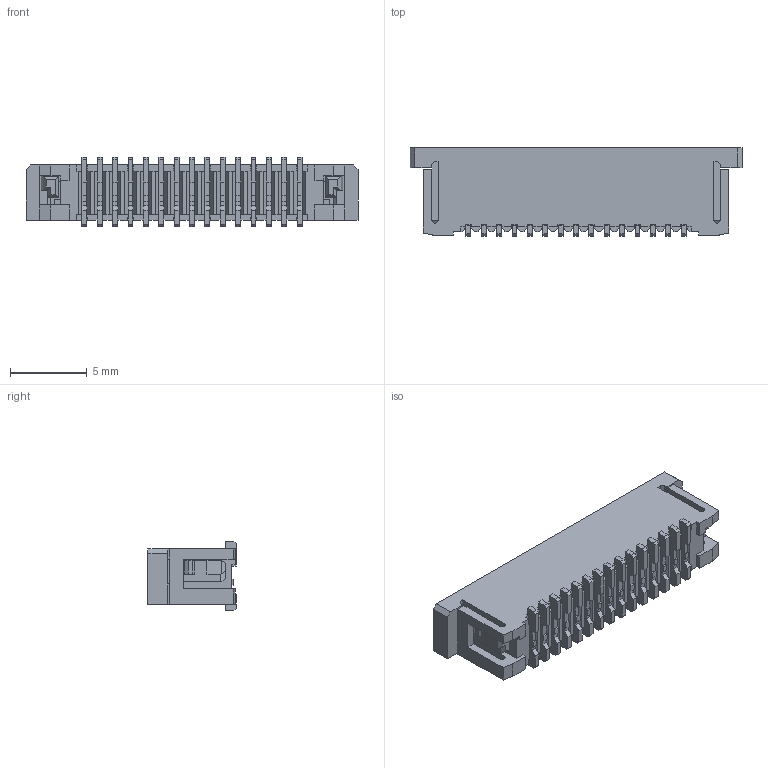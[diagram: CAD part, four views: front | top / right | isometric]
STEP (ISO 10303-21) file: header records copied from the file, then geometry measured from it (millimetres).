
FILE_DESCRIPTION((''),'2;1');
FILE_NAME('526101533','2014-03-12T',('me'),(''),'PRO/ENGINEER BY PARAMETRIC TECHNOLOGY CORPORATION, 2011490','PRO/ENGINEER BY PARAMETRIC TECHNOLOGY CORPORATION, 2011490','');
FILE_SCHEMA(('CONFIG_CONTROL_DESIGN'));
Length unit declared in the file: millimetre
Products named in the file (1): 526101533
Bounding box: 21.6 x 5.75 x 4.5 mm (x, y, z)
Volume: 336.2 mm3; surface area: 1136.6 mm2
Topology: 1 solids, 1 shells, 1276 faces, 4037 edges, 2706 vertices
Faces by surface type: plane 1196, cylinder 80
Entity records: 43800 total; most frequent: CARTESIAN_POINT 7912, ORIENTED_EDGE 7834, DIRECTION 6747, EDGE_CURVE 3917, VECTOR 3877, LINE 3877, VERTEX_POINT 2586, AXIS2_PLACEMENT_3D 1435
